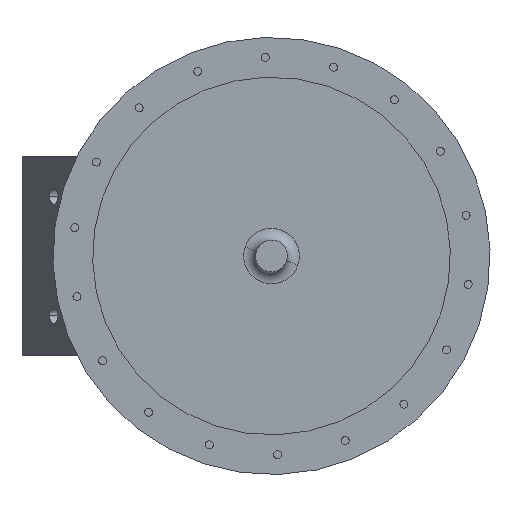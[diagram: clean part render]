
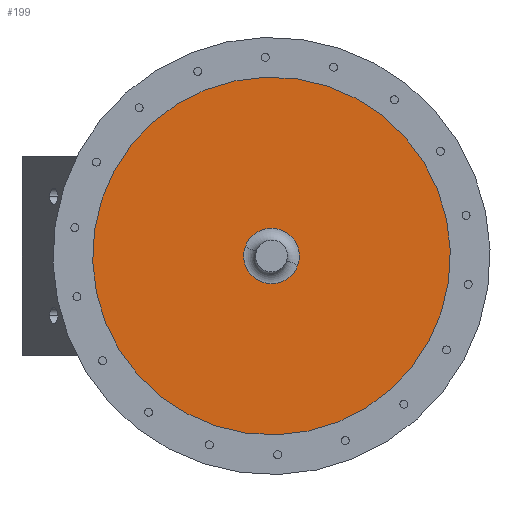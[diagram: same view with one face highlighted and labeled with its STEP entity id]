
A CAD part, left-side view. The second image highlights one B-rep face of the part: STEP entity #199.
In plain terms, the highlighted face is planar.
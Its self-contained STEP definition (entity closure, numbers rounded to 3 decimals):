
#199 = ADVANCED_FACE ( 'NONE', ( #7834, #2564 ), #10464, .T. ) ;
#304 = CARTESIAN_POINT ( 'NONE',  ( -7., 0., -3. ) ) ;
#355 = ORIENTED_EDGE ( 'NONE', *, *, #10948, .T. ) ;
#362 = CIRCLE ( 'NONE', #975, 7. ) ;
#574 = DIRECTION ( 'NONE',  ( 1., 0., 0. ) ) ;
#791 = CARTESIAN_POINT ( 'NONE',  ( 7., 0., -3. ) ) ;
#975 = AXIS2_PLACEMENT_3D ( 'NONE', #9494, #11336, #574 ) ;
#1105 = EDGE_CURVE ( 'NONE', #8579, #6415, #2498, .T. ) ;
#1238 = VERTEX_POINT ( 'NONE', #791 ) ;
#1412 = CARTESIAN_POINT ( 'NONE',  ( 0., 0., -3. ) ) ;
#2223 = CARTESIAN_POINT ( 'NONE',  ( 45., 0., -3. ) ) ;
#2363 = CARTESIAN_POINT ( 'NONE',  ( 0., 0., -3. ) ) ;
#2498 = CIRCLE ( 'NONE', #3160, 45. ) ;
#2564 = FACE_OUTER_BOUND ( 'NONE', #3403, .T. ) ;
#2570 = DIRECTION ( 'NONE',  ( 1., 0., 0. ) ) ;
#3160 = AXIS2_PLACEMENT_3D ( 'NONE', #1412, #9447, #6514 ) ;
#3300 = AXIS2_PLACEMENT_3D ( 'NONE', #2363, #10217, #9260 ) ;
#3403 = EDGE_LOOP ( 'NONE', ( #7912, #11898 ) ) ;
#3593 = CIRCLE ( 'NONE', #5107, 45. ) ;
#4226 = ORIENTED_EDGE ( 'NONE', *, *, #10313, .T. ) ;
#5107 = AXIS2_PLACEMENT_3D ( 'NONE', #10794, #7720, #8887 ) ;
#5177 = EDGE_CURVE ( 'NONE', #6415, #8579, #3593, .T. ) ;
#5370 = CIRCLE ( 'NONE', #3300, 7. ) ;
#6415 = VERTEX_POINT ( 'NONE', #6774 ) ;
#6514 = DIRECTION ( 'NONE',  ( 1., 0., 0. ) ) ;
#6774 = CARTESIAN_POINT ( 'NONE',  ( -45., 0., -3. ) ) ;
#6940 = AXIS2_PLACEMENT_3D ( 'NONE', #11531, #7458, #2570 ) ;
#7458 = DIRECTION ( 'NONE',  ( 0., 0., 1. ) ) ;
#7720 = DIRECTION ( 'NONE',  ( 0., 0., -1. ) ) ;
#7834 = FACE_BOUND ( 'NONE', #8617, .T. ) ;
#7912 = ORIENTED_EDGE ( 'NONE', *, *, #5177, .F. ) ;
#8579 = VERTEX_POINT ( 'NONE', #2223 ) ;
#8617 = EDGE_LOOP ( 'NONE', ( #4226, #355 ) ) ;
#8887 = DIRECTION ( 'NONE',  ( 1., 0., 0. ) ) ;
#9260 = DIRECTION ( 'NONE',  ( 1., 0., 0. ) ) ;
#9447 = DIRECTION ( 'NONE',  ( 0., 0., -1. ) ) ;
#9494 = CARTESIAN_POINT ( 'NONE',  ( 0., 0., -3. ) ) ;
#9747 = VERTEX_POINT ( 'NONE', #304 ) ;
#10217 = DIRECTION ( 'NONE',  ( 0., 0., -1. ) ) ;
#10313 = EDGE_CURVE ( 'NONE', #1238, #9747, #5370, .T. ) ;
#10464 = PLANE ( 'NONE',  #6940 ) ;
#10794 = CARTESIAN_POINT ( 'NONE',  ( 0., 0., -3. ) ) ;
#10948 = EDGE_CURVE ( 'NONE', #9747, #1238, #362, .T. ) ;
#11336 = DIRECTION ( 'NONE',  ( 0., 0., -1. ) ) ;
#11531 = CARTESIAN_POINT ( 'NONE',  ( 0., 0., -3. ) ) ;
#11898 = ORIENTED_EDGE ( 'NONE', *, *, #1105, .F. ) ;
